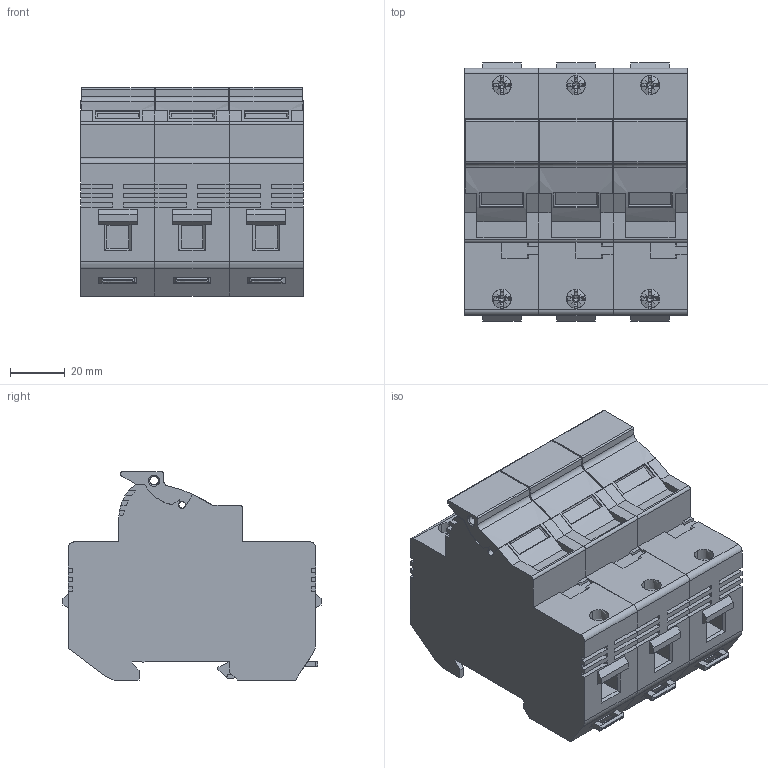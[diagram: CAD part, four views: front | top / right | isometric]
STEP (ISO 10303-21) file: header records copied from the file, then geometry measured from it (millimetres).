
FILE_DESCRIPTION((''),'2;1');
FILE_NAME('ASM0020_ASM.stp','2022-01-28T12:07:29',('User'),( 'SDRC'),'I-DEAS Master Series','UNIX','Yes');
FILE_SCHEMA(('CONFIG_CONTROL_DESIGN', 'GEOMETRIC_VALIDATION_PROPERTIES_MIM','SHAPE_APPEARANCE_LAYER_MIM'));
Length unit declared in the file: millimetre
Assembly tree (35 placements, depth 0):
Bounding box: 81 x 94 x 75.8 mm (x, y, z)
Volume: 383322.2 mm3; surface area: 74256.5 mm2
Topology: 12 solids, 12 shells, 1263 faces, 3798 edges, 2553 vertices
Faces by surface type: bspline 1263
Entity records: 48568 total; most frequent: CARTESIAN_POINT 21359, ORIENTED_EDGE 7572, EDGE_CURVE 3786, QUASI_UNIFORM_CURVE 2955, VERTEX_POINT 2553, EDGE_LOOP 1293, FACE_OUTER_BOUND 1263, ADVANCED_FACE 1263
